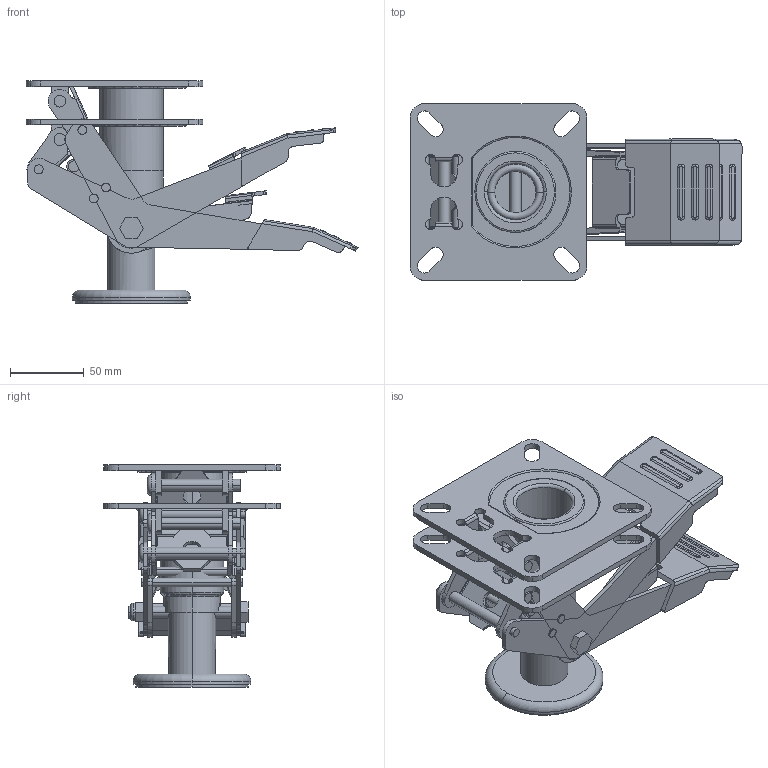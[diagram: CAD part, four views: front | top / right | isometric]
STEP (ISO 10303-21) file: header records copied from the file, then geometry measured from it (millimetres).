
FILE_DESCRIPTION(('STEP AP214'),'1');
FILE_NAME('BZTL5 - 2.STEP','2021-10-06T07:55:09',(' '),(' '),'Spatial InterOp 3D',' ',' ');
FILE_SCHEMA(('AUTOMOTIVE_DESIGN { 1 0 10303 214 1 1 1 1 }'));
Length unit declared in the file: metre
Products named in the file (31): BZTL5 - 2; ZINC PLATED PRESSED STEEL TRUCK LOCK2; TOP PLATE; STAND; RUBBER MAT; BOLT; PART1; BOLT2; ARMS; DOWN PEDAL; BOLTNUT; UP; BOLT3; BOLT4; BOLT5; ZINC PLATED PRESSED STEEL TRUCK LOCK; ZINC PLATED PRESSED STEEL TRUCK LOCK3; TOP PLATE2; STAND2; RUBBER MAT2; BOLT6; PART12; BOLT22; ARMS2; DOWN PEDAL2; BOLTNUT2; UP2; BOLT32; BOLT42; BOLT43
Assembly tree (30 placements, depth 4):
  BZTL5 - 2
    BZTL5 - 2
    ZINC PLATED PRESSED STEEL TRUCK LOCK
      ZINC PLATED PRESSED STEEL TRUCK LOCK2
        TOP PLATE
        STAND
        RUBBER MAT
        BOLT
        PART1
        BOLT2
        ARMS
        DOWN PEDAL
        BOLTNUT
        UP
        BOLT3
        BOLT4
        BOLT5
      ZINC PLATED PRESSED STEEL TRUCK LOCK3
        TOP PLATE2
        STAND2
        RUBBER MAT2
        BOLT6
        PART12
        BOLT22
        ARMS2
        DOWN PEDAL2
        BOLTNUT2
        UP2
        BOLT32
        BOLT42
        BOLT43
Bounding box: 225.24 x 120 x 151 mm (x, y, z)
Volume: 442302.4 mm3; surface area: 307162.7 mm2
Topology: 28 solids, 28 shells, 1032 faces, 2717 edges, 1785 vertices
Faces by surface type: cylinder 590, plane 376, torus 56, bspline 6, sphere 4
Entity records: 41583 total; most frequent: CARTESIAN_POINT 14025, DIRECTION 5938, ORIENTED_EDGE 5424, EDGE_CURVE 2712, AXIS2_PLACEMENT_3D 2303, VERTEX_POINT 1784, LINE 1332, VECTOR 1332
